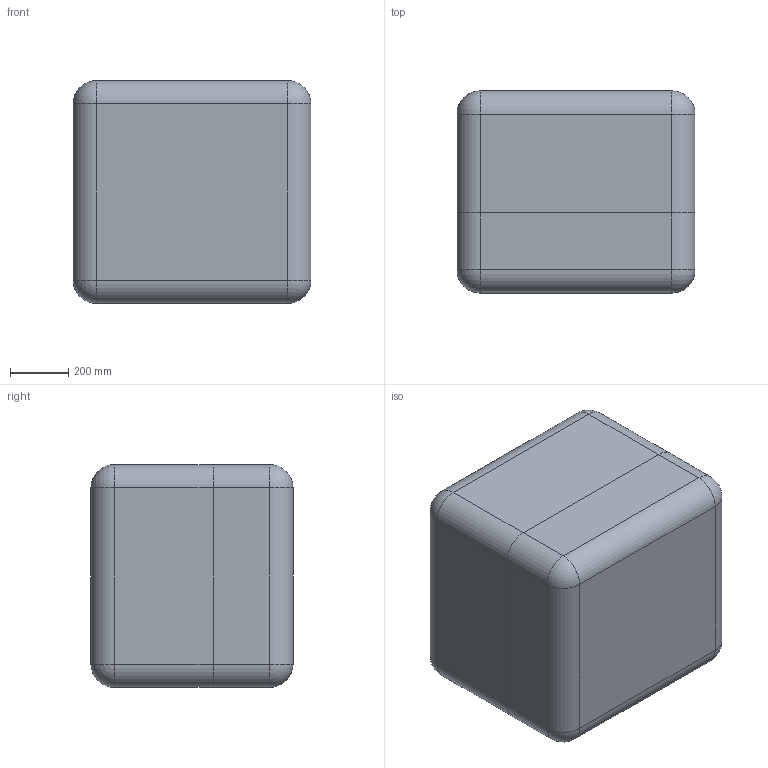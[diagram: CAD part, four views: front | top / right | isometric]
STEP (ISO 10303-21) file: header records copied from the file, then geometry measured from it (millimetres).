
FILE_DESCRIPTION (( 'STEP AP214' ), '1' );
FILE_NAME ('Òðàíñïîðòíûé êîíòåéíåð ÀÄÌÈÐÀË®ÏÐÎÔÅÑÑÈÎÍÀËÜÍÛÅ 110_óïðîùåííàÿ 3D-ìîäåëü.STEP', '2025-09-17T14:23:05', ( '' ), ( '' ), 'SwSTEP 2.0', 'SolidWorks 2021', '' );
FILE_SCHEMA (( 'AUTOMOTIVE_DESIGN' ));
Length unit declared in the file: millimetre
Products named in the file (3): Top 106 óïð; Base 109 óïð; Òðàíñïîðòíûé êîíòåéíåð ÀÄÌÈÐÀË®ÏÐÎÔÅÑÑÈÎÍÀËÜÍÛÅ 110_óïðîùåííàÿ 3D-ìîäåëü
Assembly tree (2 placements, depth 2):
  Òðàíñïîðòíûé êîíòåéíåð ÀÄÌÈÐÀË®ÏÐÎÔÅÑÑÈÎÍÀËÜÍÛÅ 110_óïðîùåííàÿ 3D-ìîäåëü
    Base 109 óïð
    Top 106 óïð
Bounding box: 819.73 x 695.91 x 767.23 mm (x, y, z)
Volume: 167562656.9 mm3; surface area: 7032123.1 mm2
Topology: 2 solids, 2 shells, 1427 faces, 3530 edges, 2028 vertices
Faces by surface type: cylinder 560, plane 299, bspline 292, torus 220, sphere 32, cone 24
Entity records: 61788 total; most frequent: CARTESIAN_POINT 30232, ORIENTED_EDGE 6900, DIRECTION 6438, EDGE_CURVE 3450, AXIS2_PLACEMENT_3D 2564, VERTEX_POINT 2028, EDGE_LOOP 1436, ADVANCED_FACE 1427
